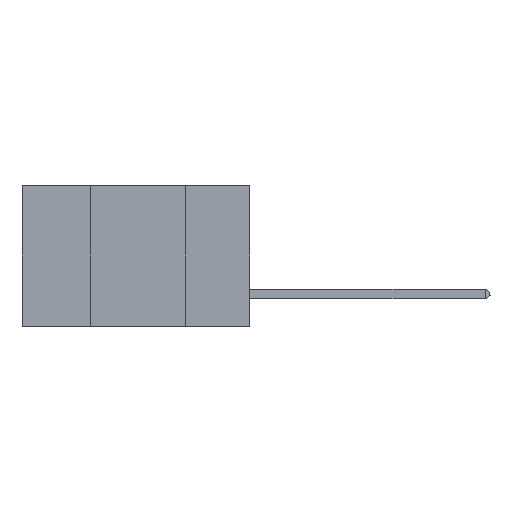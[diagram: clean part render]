
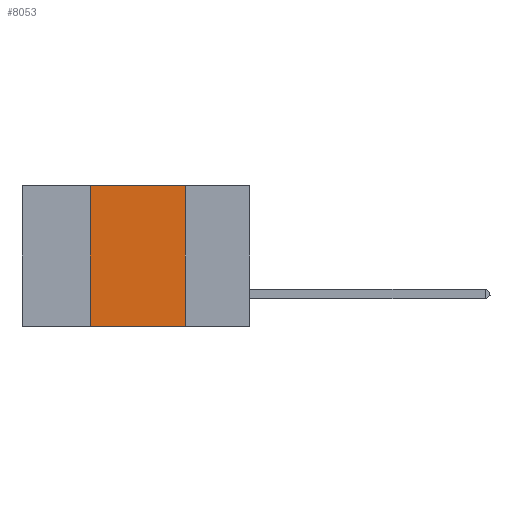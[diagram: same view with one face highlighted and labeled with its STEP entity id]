
A CAD part, left-side view. The second image highlights one B-rep face of the part: STEP entity #8053.
In plain terms, the highlighted planar face has unit normal (-1, 0, 0).
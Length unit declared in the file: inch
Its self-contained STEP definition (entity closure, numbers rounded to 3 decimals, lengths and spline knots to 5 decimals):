
#130 = LINE ( 'NONE', #29532, #32314 ) ;
#1095 = LINE ( 'NONE', #22990, #34276 ) ;
#1520 = VERTEX_POINT ( 'NONE', #28266 ) ;
#1976 = DIRECTION ( 'NONE',  ( 1., 0., 0. ) ) ;
#3865 = ORIENTED_EDGE ( 'NONE', *, *, #20562, .F. ) ;
#4485 = AXIS2_PLACEMENT_3D ( 'NONE', #36896, #1976, #5433 ) ;
#5433 = DIRECTION ( 'NONE',  ( 0., 0., -1. ) ) ;
#8053 = ADVANCED_FACE ( 'NONE', ( #18126 ), #33694, .F. ) ;
#9426 = CARTESIAN_POINT ( 'NONE',  ( 0., 0.42, 0. ) ) ;
#10571 = CARTESIAN_POINT ( 'NONE',  ( 0., 0.6, -0.37 ) ) ;
#11472 = CARTESIAN_POINT ( 'NONE',  ( 0., 0.17, -0.37 ) ) ;
#13557 = LINE ( 'NONE', #37360, #26218 ) ;
#13720 = DIRECTION ( 'NONE',  ( 0., -1., 0. ) ) ;
#15105 = DIRECTION ( 'NONE',  ( 0., 0., 1. ) ) ;
#16987 = DIRECTION ( 'NONE',  ( 0., 0., -1. ) ) ;
#17224 = EDGE_CURVE ( 'NONE', #33133, #24457, #39498, .T. ) ;
#17477 = VECTOR ( 'NONE', #13720, 39.37008 ) ;
#18126 = FACE_OUTER_BOUND ( 'NONE', #40038, .T. ) ;
#20485 = EDGE_CURVE ( 'NONE', #1520, #24457, #1095, .T. ) ;
#20562 = EDGE_CURVE ( 'NONE', #39680, #1520, #130, .T. ) ;
#22990 = CARTESIAN_POINT ( 'NONE',  ( 0., 0.17, 0. ) ) ;
#24457 = VERTEX_POINT ( 'NONE', #11472 ) ;
#26218 = VECTOR ( 'NONE', #15105, 39.37008 ) ;
#28266 = CARTESIAN_POINT ( 'NONE',  ( 0., 0.17, 0. ) ) ;
#29532 = CARTESIAN_POINT ( 'NONE',  ( 0., 0.6, 0. ) ) ;
#30337 = ORIENTED_EDGE ( 'NONE', *, *, #20485, .F. ) ;
#32314 = VECTOR ( 'NONE', #32658, 39.37008 ) ;
#32443 = ORIENTED_EDGE ( 'NONE', *, *, #36753, .F. ) ;
#32658 = DIRECTION ( 'NONE',  ( 0., -1., 0. ) ) ;
#33133 = VERTEX_POINT ( 'NONE', #38107 ) ;
#33165 = ORIENTED_EDGE ( 'NONE', *, *, #17224, .T. ) ;
#33694 = PLANE ( 'NONE',  #4485 ) ;
#34276 = VECTOR ( 'NONE', #16987, 39.37008 ) ;
#36753 = EDGE_CURVE ( 'NONE', #33133, #39680, #13557, .T. ) ;
#36896 = CARTESIAN_POINT ( 'NONE',  ( 0., 0.6, 0. ) ) ;
#37360 = CARTESIAN_POINT ( 'NONE',  ( 0., 0.42, 0. ) ) ;
#38107 = CARTESIAN_POINT ( 'NONE',  ( 0., 0.42, -0.37 ) ) ;
#39498 = LINE ( 'NONE', #10571, #17477 ) ;
#39680 = VERTEX_POINT ( 'NONE', #9426 ) ;
#40038 = EDGE_LOOP ( 'NONE', ( #30337, #3865, #32443, #33165 ) ) ;
